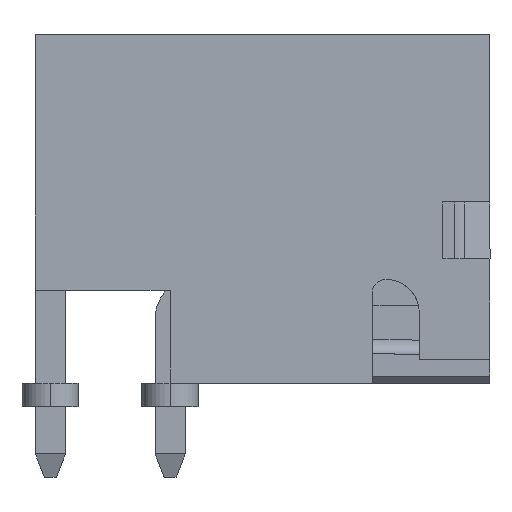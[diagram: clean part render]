
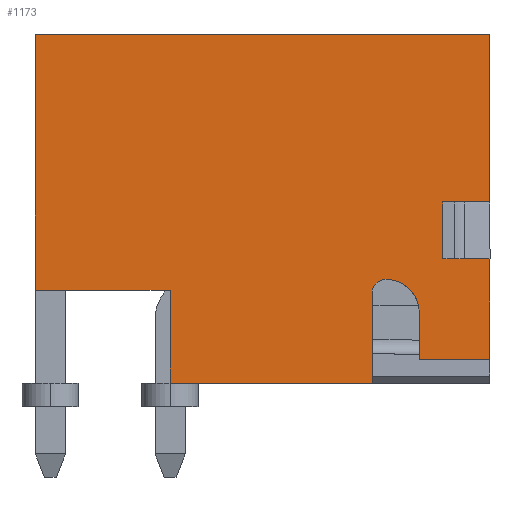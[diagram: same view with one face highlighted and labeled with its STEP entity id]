
A CAD part, left-side view. The second image highlights one B-rep face of the part: STEP entity #1173.
In plain terms, the highlighted planar face has unit normal (-1, 0, 0).
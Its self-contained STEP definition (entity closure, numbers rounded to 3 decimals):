
#1173=ADVANCED_FACE('',(#3168),#3169,.T.);
#3168=FACE_OUTER_BOUND('',#6203,.T.);
#3169=PLANE('',#6204);
#6203=EDGE_LOOP('',(#13603,#13604,#13605,#13606,#13607,#13608,#13609,#13610,#13611,#13612,#13613,#13614,#13615,#13616,#13617));
#6204=AXIS2_PLACEMENT_3D('',#13618,#13619,#13620);
#13603=ORIENTED_EDGE('',*,*,#21330,.T.);
#13604=ORIENTED_EDGE('',*,*,#21313,.T.);
#13605=ORIENTED_EDGE('',*,*,#21230,.T.);
#13606=ORIENTED_EDGE('',*,*,#21183,.T.);
#13607=ORIENTED_EDGE('',*,*,#21331,.F.);
#13608=ORIENTED_EDGE('',*,*,#21304,.T.);
#13609=ORIENTED_EDGE('',*,*,#21332,.F.);
#13610=ORIENTED_EDGE('',*,*,#21081,.T.);
#13611=ORIENTED_EDGE('',*,*,#20930,.T.);
#13612=ORIENTED_EDGE('',*,*,#21333,.F.);
#13613=ORIENTED_EDGE('',*,*,#21327,.T.);
#13614=ORIENTED_EDGE('',*,*,#21334,.T.);
#13615=ORIENTED_EDGE('',*,*,#20926,.T.);
#13616=ORIENTED_EDGE('',*,*,#21072,.F.);
#13617=ORIENTED_EDGE('',*,*,#21335,.F.);
#13618=CARTESIAN_POINT('',(0.,3.92,6.1));
#13619=DIRECTION('',(-1.0,0.,0.));
#13620=DIRECTION('',(0.,-1.0,0.));
#20926=EDGE_CURVE('',#24308,#24306,#24309,.T.);
#20930=EDGE_CURVE('',#24316,#24314,#24317,.T.);
#21072=EDGE_CURVE('',#24598,#24306,#24599,.T.);
#21081=EDGE_CURVE('',#24613,#24316,#24614,.T.);
#21183=EDGE_CURVE('',#24773,#24784,#24786,.T.);
#21230=EDGE_CURVE('',#24857,#24773,#24858,.T.);
#21304=EDGE_CURVE('',#24975,#24979,#24981,.T.);
#21313=EDGE_CURVE('',#24993,#24857,#24994,.T.);
#21327=EDGE_CURVE('',#25016,#25014,#25017,.T.);
#21330=EDGE_CURVE('',#25020,#24993,#25021,.T.);
#21331=EDGE_CURVE('',#24975,#24784,#25022,.T.);
#21332=EDGE_CURVE('',#24613,#24979,#25023,.T.);
#21333=EDGE_CURVE('',#25016,#24314,#25024,.T.);
#21334=EDGE_CURVE('',#25014,#24308,#25025,.T.);
#21335=EDGE_CURVE('',#25020,#24598,#25026,.T.);
#24306=VERTEX_POINT('',#29488);
#24308=VERTEX_POINT('',#29491);
#24309=LINE('',#29492,#29493);
#24314=VERTEX_POINT('',#29500);
#24316=VERTEX_POINT('',#29503);
#24317=LINE('',#29504,#29505);
#24598=VERTEX_POINT('',#31498);
#24599=LINE('',#31499,#31500);
#24613=VERTEX_POINT('',#31560);
#24614=LINE('',#31561,#31562);
#24773=VERTEX_POINT('',#31844);
#24784=VERTEX_POINT('',#31860);
#24786=LINE('',#31863,#31864);
#24857=VERTEX_POINT('',#32003);
#24858=LINE('',#32004,#32005);
#24975=VERTEX_POINT('',#32188);
#24979=VERTEX_POINT('',#32193);
#24981=CIRCLE('',#32196,0.7);
#24993=VERTEX_POINT('',#32214);
#24994=LINE('',#32215,#32216);
#25014=VERTEX_POINT('',#32253);
#25016=VERTEX_POINT('',#32256);
#25017=LINE('',#32257,#32258);
#25020=VERTEX_POINT('',#32262);
#25021=LINE('',#32263,#32264);
#25022=CIRCLE('',#32265,0.3);
#25023=LINE('',#32266,#32267);
#25024=LINE('',#32268,#32269);
#25025=LINE('',#32270,#32271);
#25026=LINE('',#32272,#32273);
#29488=CARTESIAN_POINT('',(0.,0.,7.39));
#29491=CARTESIAN_POINT('',(0.,0.,3.84));
#29492=CARTESIAN_POINT('',(0.,0.,5.717));
#29493=VECTOR('',#40289,1.0);
#29500=CARTESIAN_POINT('',(0.,0.,2.64));
#29503=CARTESIAN_POINT('',(0.,0.,0.5));
#29504=CARTESIAN_POINT('',(0.,0.,5.717));
#29505=VECTOR('',#40293,1.0);
#31498=CARTESIAN_POINT('',(0.,9.64,7.39));
#31499=CARTESIAN_POINT('',(0.,-4.933,7.39));
#31500=VECTOR('',#40310,1.0);
#31560=CARTESIAN_POINT('',(0.,1.5,0.5));
#31561=CARTESIAN_POINT('',(0.,-4.933,0.5));
#31562=VECTOR('',#40313,1.0);
#31844=CARTESIAN_POINT('',(0.,2.5,0.));
#31860=CARTESIAN_POINT('',(0.,2.5,1.9));
#31863=CARTESIAN_POINT('',(0.,2.5,3.303));
#31864=VECTOR('',#40396,1.0);
#32003=CARTESIAN_POINT('',(0.,6.78,0.));
#32004=CARTESIAN_POINT('',(0.,-4.933,0.));
#32005=VECTOR('',#40433,1.0);
#32188=CARTESIAN_POINT('',(0.,2.2,2.2));
#32193=CARTESIAN_POINT('',(0.,1.5,1.5));
#32196=AXIS2_PLACEMENT_3D('',#40498,#40499,#40500);
#32214=CARTESIAN_POINT('',(0.,6.78,1.97));
#32215=CARTESIAN_POINT('',(0.,6.78,3.303));
#32216=VECTOR('',#40507,1.0);
#32253=CARTESIAN_POINT('',(0.,0.965,3.84));
#32256=CARTESIAN_POINT('',(0.,0.965,2.64));
#32257=CARTESIAN_POINT('',(0.,0.965,3.303));
#32258=VECTOR('',#40517,1.0);
#32262=CARTESIAN_POINT('',(0.,9.64,1.97));
#32263=CARTESIAN_POINT('',(0.,-4.933,1.97));
#32264=VECTOR('',#40519,1.0);
#32265=AXIS2_PLACEMENT_3D('',#40520,#40521,#40522);
#32266=CARTESIAN_POINT('',(0.,1.5,3.177));
#32267=VECTOR('',#40523,1.0);
#32268=CARTESIAN_POINT('',(0.,-4.933,2.64));
#32269=VECTOR('',#40524,1.0);
#32270=CARTESIAN_POINT('',(0.,-4.933,3.84));
#32271=VECTOR('',#40525,1.0);
#32272=CARTESIAN_POINT('',(0.,9.64,3.303));
#32273=VECTOR('',#40526,1.0);
#40289=DIRECTION('',(0.,0.,1.0));
#40293=DIRECTION('',(0.,0.,1.0));
#40310=DIRECTION('',(0.,-1.0,0.));
#40313=DIRECTION('',(0.,-1.0,0.));
#40396=DIRECTION('',(0.,0.,1.0));
#40433=DIRECTION('',(0.,-1.0,0.));
#40498=CARTESIAN_POINT('',(0.,2.2,1.5));
#40499=DIRECTION('',(1.0,0.,0.));
#40500=DIRECTION('',(0.,0.,1.0));
#40507=DIRECTION('',(0.,0.,-1.0));
#40517=DIRECTION('',(0.,0.,1.0));
#40519=DIRECTION('',(0.,-1.0,0.));
#40520=CARTESIAN_POINT('',(0.,2.2,1.9));
#40521=DIRECTION('',(-1.0,0.,0.));
#40522=DIRECTION('',(0.,0.,-1.0));
#40523=DIRECTION('',(0.,0.,1.0));
#40524=DIRECTION('',(0.,-1.0,0.));
#40525=DIRECTION('',(0.,-1.0,0.));
#40526=DIRECTION('',(0.,0.,1.0));
